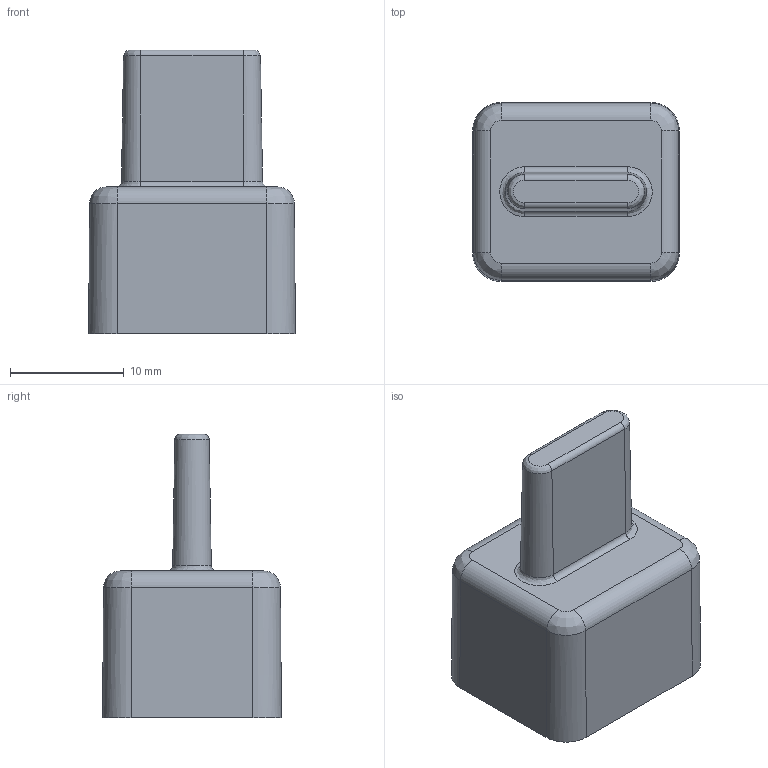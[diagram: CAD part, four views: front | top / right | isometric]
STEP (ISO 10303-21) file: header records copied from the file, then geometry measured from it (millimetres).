
FILE_DESCRIPTION((''),'2;1');
FILE_NAME('3350_0899_345','2020-01-31T',('presta_be4'),(''),'CREO PARAMETRIC BY PTC INC, 2018360','CREO PARAMETRIC BY PTC INC, 2018360','');
FILE_SCHEMA(('CONFIG_CONTROL_DESIGN'));
Length unit declared in the file: millimetre
Products named in the file (1): 3350_0899_345
Bounding box: 18.15 x 15.7 x 24.9 mm (x, y, z)
Volume: 1335.1 mm3; surface area: 2331 mm2
Topology: 1 solids, 1 shells, 72 faces, 172 edges, 104 vertices
Faces by surface type: plane 30, cylinder 20, bspline 14, cone 4, torus 4
Entity records: 3000 total; most frequent: CARTESIAN_POINT 1332, ORIENTED_EDGE 344, DIRECTION 332, EDGE_CURVE 172, AXIS2_PLACEMENT_3D 118, VERTEX_POINT 104, VECTOR 96, LINE 96
